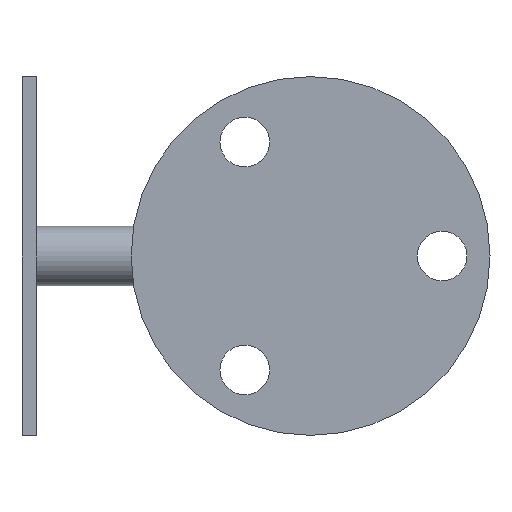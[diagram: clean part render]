
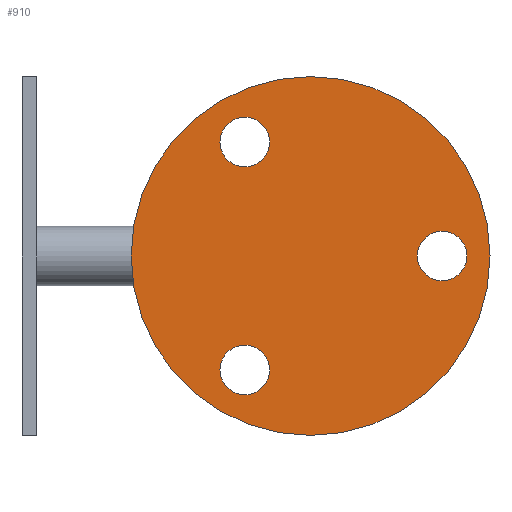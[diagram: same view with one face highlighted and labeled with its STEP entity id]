
A CAD part, left-side view. The second image highlights one B-rep face of the part: STEP entity #910.
In plain terms, the highlighted planar face has unit normal (-1, 0, 0).
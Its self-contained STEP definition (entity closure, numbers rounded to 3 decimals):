
#5 = CIRCLE ( 'NONE', #456, 4.15 ) ;
#12 = CARTESIAN_POINT ( 'NONE',  ( 0., -22., 0. ) ) ;
#23 = AXIS2_PLACEMENT_3D ( 'NONE', #457, #29, #944 ) ;
#29 = DIRECTION ( 'NONE',  ( 1., 0., 0. ) ) ;
#39 = VERTEX_POINT ( 'NONE', #969 ) ;
#47 = VERTEX_POINT ( 'NONE', #797 ) ;
#64 = DIRECTION ( 'NONE',  ( 0., 0., -1. ) ) ;
#76 = AXIS2_PLACEMENT_3D ( 'NONE', #589, #1059, #917 ) ;
#81 = ORIENTED_EDGE ( 'NONE', *, *, #704, .T. ) ;
#148 = VERTEX_POINT ( 'NONE', #823 ) ;
#154 = EDGE_LOOP ( 'NONE', ( #169, #921 ) ) ;
#159 = CARTESIAN_POINT ( 'NONE',  ( 0., -22., 0. ) ) ;
#169 = ORIENTED_EDGE ( 'NONE', *, *, #737, .T. ) ;
#172 = CIRCLE ( 'NONE', #258, 4.15 ) ;
#188 = EDGE_LOOP ( 'NONE', ( #1058, #229 ) ) ;
#205 = EDGE_LOOP ( 'NONE', ( #81, #905 ) ) ;
#226 = DIRECTION ( 'NONE',  ( 1., 0., 0. ) ) ;
#229 = ORIENTED_EDGE ( 'NONE', *, *, #526, .F. ) ;
#232 = AXIS2_PLACEMENT_3D ( 'NONE', #836, #428, #671 ) ;
#249 = FACE_OUTER_BOUND ( 'NONE', #188, .T. ) ;
#258 = AXIS2_PLACEMENT_3D ( 'NONE', #362, #943, #1019 ) ;
#313 = ORIENTED_EDGE ( 'NONE', *, *, #1042, .T. ) ;
#335 = VERTEX_POINT ( 'NONE', #668 ) ;
#362 = CARTESIAN_POINT ( 'NONE',  ( 0., 11., 19.053 ) ) ;
#363 = CARTESIAN_POINT ( 'NONE',  ( 0., 0., 30. ) ) ;
#399 = EDGE_CURVE ( 'NONE', #47, #477, #455, .T. ) ;
#411 = CARTESIAN_POINT ( 'NONE',  ( 0., 11., 14.903 ) ) ;
#428 = DIRECTION ( 'NONE',  ( 1., 0., 0. ) ) ;
#439 = AXIS2_PLACEMENT_3D ( 'NONE', #481, #226, #636 ) ;
#450 = DIRECTION ( 'NONE',  ( 0., 0., -1. ) ) ;
#455 = CIRCLE ( 'NONE', #863, 4.15 ) ;
#456 = AXIS2_PLACEMENT_3D ( 'NONE', #816, #803, #64 ) ;
#457 = CARTESIAN_POINT ( 'NONE',  ( 0., 0., 0. ) ) ;
#462 = CARTESIAN_POINT ( 'NONE',  ( 0., 0., 0. ) ) ;
#474 = AXIS2_PLACEMENT_3D ( 'NONE', #159, #811, #549 ) ;
#477 = VERTEX_POINT ( 'NONE', #851 ) ;
#481 = CARTESIAN_POINT ( 'NONE',  ( 0., 11., -19.053 ) ) ;
#486 = CIRCLE ( 'NONE', #23, 30. ) ;
#495 = EDGE_LOOP ( 'NONE', ( #909, #313 ) ) ;
#502 = FACE_BOUND ( 'NONE', #205, .T. ) ;
#509 = PLANE ( 'NONE',  #232 ) ;
#513 = VERTEX_POINT ( 'NONE', #363 ) ;
#526 = EDGE_CURVE ( 'NONE', #148, #513, #765, .T. ) ;
#536 = EDGE_CURVE ( 'NONE', #513, #148, #486, .T. ) ;
#549 = DIRECTION ( 'NONE',  ( 0., 0., -1. ) ) ;
#587 = CIRCLE ( 'NONE', #76, 4.15 ) ;
#589 = CARTESIAN_POINT ( 'NONE',  ( 0., 11., 19.053 ) ) ;
#636 = DIRECTION ( 'NONE',  ( 0., 0., -1. ) ) ;
#664 = DIRECTION ( 'NONE',  ( 0., 0., -1. ) ) ;
#668 = CARTESIAN_POINT ( 'NONE',  ( 0., 11., 23.203 ) ) ;
#671 = DIRECTION ( 'NONE',  ( 0., 0., -1. ) ) ;
#678 = EDGE_CURVE ( 'NONE', #39, #986, #895, .T. ) ;
#704 = EDGE_CURVE ( 'NONE', #477, #47, #833, .T. ) ;
#737 = EDGE_CURVE ( 'NONE', #986, #39, #5, .T. ) ;
#765 = CIRCLE ( 'NONE', #946, 30. ) ;
#792 = EDGE_CURVE ( 'NONE', #889, #335, #587, .T. ) ;
#797 = CARTESIAN_POINT ( 'NONE',  ( 0., -22., 4.15 ) ) ;
#803 = DIRECTION ( 'NONE',  ( 1., 0., 0. ) ) ;
#811 = DIRECTION ( 'NONE',  ( 1., 0., 0. ) ) ;
#816 = CARTESIAN_POINT ( 'NONE',  ( 0., 11., -19.053 ) ) ;
#823 = CARTESIAN_POINT ( 'NONE',  ( 0., 0., -30. ) ) ;
#831 = FACE_BOUND ( 'NONE', #495, .T. ) ;
#833 = CIRCLE ( 'NONE', #474, 4.15 ) ;
#836 = CARTESIAN_POINT ( 'NONE',  ( 0., 0., 0. ) ) ;
#837 = DIRECTION ( 'NONE',  ( 1., 0., 0. ) ) ;
#851 = CARTESIAN_POINT ( 'NONE',  ( 0., -22., -4.15 ) ) ;
#859 = CARTESIAN_POINT ( 'NONE',  ( 0., 11., -23.203 ) ) ;
#860 = DIRECTION ( 'NONE',  ( 1., 0., 0. ) ) ;
#863 = AXIS2_PLACEMENT_3D ( 'NONE', #12, #837, #664 ) ;
#889 = VERTEX_POINT ( 'NONE', #411 ) ;
#895 = CIRCLE ( 'NONE', #439, 4.15 ) ;
#905 = ORIENTED_EDGE ( 'NONE', *, *, #399, .T. ) ;
#909 = ORIENTED_EDGE ( 'NONE', *, *, #792, .T. ) ;
#910 = ADVANCED_FACE ( 'NONE', ( #502, #977, #831, #249 ), #509, .F. ) ;
#917 = DIRECTION ( 'NONE',  ( 0., 0., -1. ) ) ;
#921 = ORIENTED_EDGE ( 'NONE', *, *, #678, .T. ) ;
#943 = DIRECTION ( 'NONE',  ( 1., 0., 0. ) ) ;
#944 = DIRECTION ( 'NONE',  ( 0., 0., -1. ) ) ;
#946 = AXIS2_PLACEMENT_3D ( 'NONE', #462, #860, #450 ) ;
#969 = CARTESIAN_POINT ( 'NONE',  ( 0., 11., -14.903 ) ) ;
#977 = FACE_BOUND ( 'NONE', #154, .T. ) ;
#986 = VERTEX_POINT ( 'NONE', #859 ) ;
#1019 = DIRECTION ( 'NONE',  ( 0., 0., -1. ) ) ;
#1042 = EDGE_CURVE ( 'NONE', #335, #889, #172, .T. ) ;
#1058 = ORIENTED_EDGE ( 'NONE', *, *, #536, .F. ) ;
#1059 = DIRECTION ( 'NONE',  ( 1., 0., 0. ) ) ;
